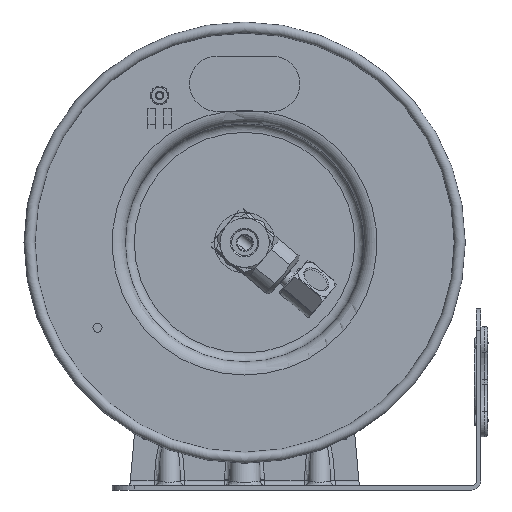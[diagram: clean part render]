
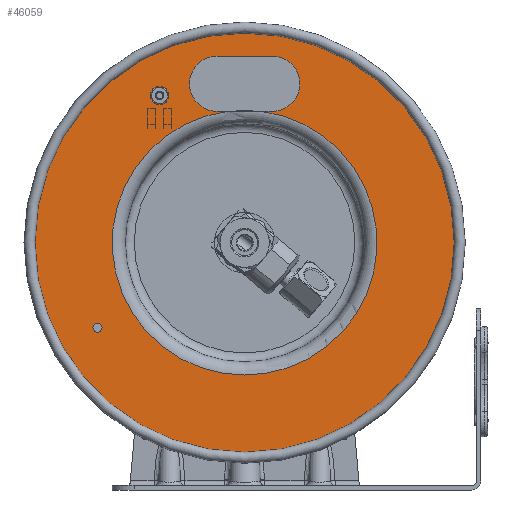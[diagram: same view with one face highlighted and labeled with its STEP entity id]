
A CAD part, left-side view. The second image highlights one B-rep face of the part: STEP entity #46059.
In plain terms, the highlighted planar face has unit normal (-1, 0, 0).
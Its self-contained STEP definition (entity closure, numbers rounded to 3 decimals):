
#2065=FACE_BOUND('',#5465,.T.);
#2066=FACE_BOUND('',#5466,.T.);
#2067=FACE_BOUND('',#5467,.T.);
#2411=PLANE('',#48293);
#3464=FACE_OUTER_BOUND('',#5464,.T.);
#5464=EDGE_LOOP('',(#31947));
#5465=EDGE_LOOP('',(#31948,#31949));
#5466=EDGE_LOOP('',(#31950,#31951));
#5467=EDGE_LOOP('',(#31952,#31953,#31954,#31955,#31956,#31957,#31958));
#7795=LINE('',#62526,#12485);
#7798=LINE('',#62541,#12488);
#7802=LINE('',#62573,#12492);
#12485=VECTOR('',#51505,0.394);
#12488=VECTOR('',#51508,0.394);
#12492=VECTOR('',#51548,0.394);
#17170=CIRCLE('',#48269,0.103);
#17171=CIRCLE('',#48270,0.103);
#17172=CIRCLE('',#48272,0.103);
#17173=CIRCLE('',#48273,0.103);
#17174=CIRCLE('',#48276,0.625);
#17185=CIRCLE('',#48291,0.625);
#17186=CIRCLE('',#48294,4.875);
#17187=CIRCLE('',#48295,3.);
#17188=CIRCLE('',#48296,3.);
#18642=VERTEX_POINT('',#62500);
#18643=VERTEX_POINT('',#62501);
#18644=VERTEX_POINT('',#62506);
#18645=VERTEX_POINT('',#62507);
#18646=VERTEX_POINT('',#62512);
#18647=VERTEX_POINT('',#62513);
#18648=VERTEX_POINT('',#62525);
#18649=VERTEX_POINT('',#62539);
#18650=VERTEX_POINT('',#62543);
#18659=VERTEX_POINT('',#62569);
#18660=VERTEX_POINT('',#62575);
#18661=VERTEX_POINT('',#62577);
#24243=EDGE_CURVE('',#18642,#18643,#17170,.T.);
#24244=EDGE_CURVE('',#18643,#18642,#17171,.T.);
#24246=EDGE_CURVE('',#18644,#18645,#17172,.T.);
#24247=EDGE_CURVE('',#18645,#18644,#17173,.T.);
#24250=EDGE_CURVE('',#18648,#18646,#7795,.T.);
#24254=EDGE_CURVE('',#18647,#18649,#7798,.T.);
#24256=EDGE_CURVE('',#18649,#18650,#17174,.T.);
#24268=EDGE_CURVE('',#18659,#18648,#17185,.T.);
#24270=EDGE_CURVE('',#18650,#18659,#7802,.T.);
#24271=EDGE_CURVE('',#18660,#18660,#17186,.T.);
#24272=EDGE_CURVE('',#18646,#18661,#17187,.T.);
#24273=EDGE_CURVE('',#18661,#18647,#17188,.T.);
#31947=ORIENTED_EDGE('',*,*,#24271,.F.);
#31948=ORIENTED_EDGE('',*,*,#24246,.T.);
#31949=ORIENTED_EDGE('',*,*,#24247,.T.);
#31950=ORIENTED_EDGE('',*,*,#24243,.T.);
#31951=ORIENTED_EDGE('',*,*,#24244,.T.);
#31952=ORIENTED_EDGE('',*,*,#24254,.T.);
#31953=ORIENTED_EDGE('',*,*,#24256,.T.);
#31954=ORIENTED_EDGE('',*,*,#24270,.T.);
#31955=ORIENTED_EDGE('',*,*,#24268,.T.);
#31956=ORIENTED_EDGE('',*,*,#24250,.T.);
#31957=ORIENTED_EDGE('',*,*,#24272,.T.);
#31958=ORIENTED_EDGE('',*,*,#24273,.T.);
#46059=ADVANCED_FACE('',(#3464,#2065,#2066,#2067),#2411,.T.);
#48269=AXIS2_PLACEMENT_3D('',#62502,#51491,#51492);
#48270=AXIS2_PLACEMENT_3D('',#62503,#51493,#51494);
#48272=AXIS2_PLACEMENT_3D('',#62508,#51498,#51499);
#48273=AXIS2_PLACEMENT_3D('',#62509,#51500,#51501);
#48276=AXIS2_PLACEMENT_3D('',#62545,#51512,#51513);
#48291=AXIS2_PLACEMENT_3D('',#62570,#51543,#51544);
#48293=AXIS2_PLACEMENT_3D('',#62574,#51549,#51550);
#48294=AXIS2_PLACEMENT_3D('',#62576,#51551,#51552);
#48295=AXIS2_PLACEMENT_3D('',#62578,#51553,#51554);
#48296=AXIS2_PLACEMENT_3D('',#62579,#51555,#51556);
#51491=DIRECTION('center_axis',(1.,0.,0.));
#51492=DIRECTION('ref_axis',(0.,-1.,0.));
#51493=DIRECTION('center_axis',(1.,0.,0.));
#51494=DIRECTION('ref_axis',(0.,-1.,0.));
#51498=DIRECTION('center_axis',(1.,0.,0.));
#51499=DIRECTION('ref_axis',(0.,-1.,0.));
#51500=DIRECTION('center_axis',(1.,0.,0.));
#51501=DIRECTION('ref_axis',(0.,-1.,0.));
#51505=DIRECTION('',(0.,1.,0.));
#51508=DIRECTION('',(0.,1.,0.));
#51512=DIRECTION('center_axis',(1.,0.,0.));
#51513=DIRECTION('ref_axis',(0.,0.,
1.));
#51543=DIRECTION('center_axis',(1.,0.,0.));
#51544=DIRECTION('ref_axis',(0.,0.,
-1.));
#51548=DIRECTION('',(0.,-1.,0.));
#51549=DIRECTION('center_axis',(-1.,0.,0.));
#51550=DIRECTION('ref_axis',(0.,0.,
-1.));
#51551=DIRECTION('center_axis',(1.,0.,0.));
#51552=DIRECTION('ref_axis',(0.,-1.,0.));
#51553=DIRECTION('center_axis',(1.,0.,0.));
#51554=DIRECTION('ref_axis',(0.,-1.,0.));
#51555=DIRECTION('center_axis',(1.,0.,0.));
#51556=DIRECTION('ref_axis',(0.,-1.,0.));
#62500=CARTESIAN_POINT('',(-1.444,4.356,3.68));
#62501=CARTESIAN_POINT('',(-1.444,4.562,3.68));
#62502=CARTESIAN_POINT('Origin',(-1.444,4.459,3.68));
#62503=CARTESIAN_POINT('Origin',(-1.444,4.459,3.68));
#62506=CARTESIAN_POINT('',(-1.444,2.947,8.939));
#62507=CARTESIAN_POINT('',(-1.444,3.153,8.939));
#62508=CARTESIAN_POINT('Origin',(-1.444,3.05,8.939));
#62509=CARTESIAN_POINT('Origin',(-1.444,3.05,8.939));
#62512=CARTESIAN_POINT('',(-1.444,0.739,8.58));
#62513=CARTESIAN_POINT('',(-1.444,1.511,8.58));
#62525=CARTESIAN_POINT('',(-1.444,0.5,8.58));
#62526=CARTESIAN_POINT('',(-1.444,-0.531,8.58));
#62539=CARTESIAN_POINT('',(-1.444,1.75,8.58));
#62541=CARTESIAN_POINT('',(-1.444,-0.531,8.58));
#62543=CARTESIAN_POINT('',(-1.444,1.75,9.83));
#62545=CARTESIAN_POINT('Origin',(-1.444,1.75,9.205));
#62569=CARTESIAN_POINT('',(-1.444,0.5,9.83));
#62570=CARTESIAN_POINT('Origin',(-1.444,0.5,9.205));
#62573=CARTESIAN_POINT('',(-1.444,-1.156,9.83));
#62574=CARTESIAN_POINT('Origin',(-1.444,-2.813,5.605));
#62575=CARTESIAN_POINT('',(-1.444,-3.75,5.605));
#62576=CARTESIAN_POINT('Origin',(-1.444,1.125,5.605));
#62577=CARTESIAN_POINT('',(-1.444,1.125,2.605));
#62578=CARTESIAN_POINT('Origin',(-1.444,1.125,5.605));
#62579=CARTESIAN_POINT('Origin',(-1.444,1.125,5.605));
